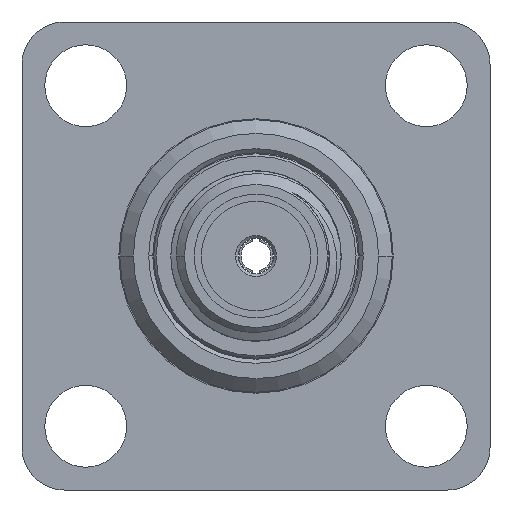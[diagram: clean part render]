
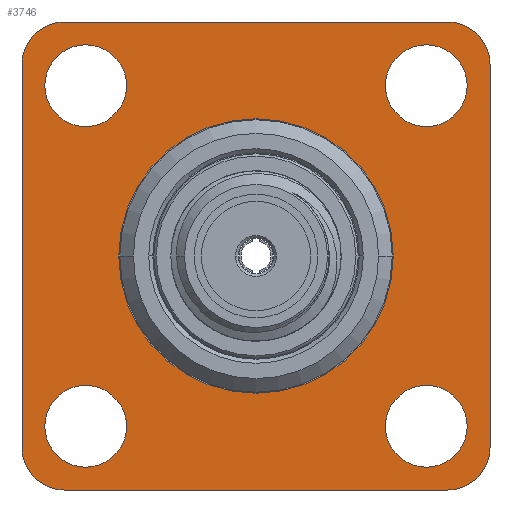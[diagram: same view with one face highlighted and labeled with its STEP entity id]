
A CAD part, left-side view. The second image highlights one B-rep face of the part: STEP entity #3746.
In plain terms, the highlighted planar face has unit normal (-1, 0, 0).
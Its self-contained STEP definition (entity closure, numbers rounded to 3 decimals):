
#3399=CARTESIAN_POINT('',(-13.081,0.,0.));
#3400=DIRECTION('',(-1.,0.,0.));
#3401=DIRECTION('',(0.,-1.,0.));
#3402=AXIS2_PLACEMENT_3D('',#3399,#3400,#3401);
#3404=CARTESIAN_POINT('',(-13.081,0.,0.));
#3405=DIRECTION('',(-1.,0.,0.));
#3406=DIRECTION('',(0.,1.,0.));
#3407=AXIS2_PLACEMENT_3D('',#3404,#3405,#3406);
#3409=CARTESIAN_POINT('',(-13.081,6.35,-6.35));
#3410=DIRECTION('',(-1.,0.,0.));
#3411=DIRECTION('',(0.,1.,0.));
#3412=AXIS2_PLACEMENT_3D('',#3409,#3410,#3411);
#3414=CARTESIAN_POINT('',(-13.081,6.35,-6.35));
#3415=DIRECTION('',(-1.,0.,0.));
#3416=DIRECTION('',(0.,-1.,0.));
#3417=AXIS2_PLACEMENT_3D('',#3414,#3415,#3416);
#3419=CARTESIAN_POINT('',(-13.081,-6.35,-6.35));
#3420=DIRECTION('',(-1.,0.,0.));
#3421=DIRECTION('',(0.,1.,0.));
#3422=AXIS2_PLACEMENT_3D('',#3419,#3420,#3421);
#3424=CARTESIAN_POINT('',(-13.081,-6.35,-6.35));
#3425=DIRECTION('',(-1.,0.,0.));
#3426=DIRECTION('',(0.,-1.,0.));
#3427=AXIS2_PLACEMENT_3D('',#3424,#3425,#3426);
#3429=CARTESIAN_POINT('',(-13.081,6.35,6.35));
#3430=DIRECTION('',(-1.,0.,0.));
#3431=DIRECTION('',(0.,1.,0.));
#3432=AXIS2_PLACEMENT_3D('',#3429,#3430,#3431);
#3434=CARTESIAN_POINT('',(-13.081,6.35,6.35));
#3435=DIRECTION('',(-1.,0.,0.));
#3436=DIRECTION('',(0.,-1.,0.));
#3437=AXIS2_PLACEMENT_3D('',#3434,#3435,#3436);
#3439=CARTESIAN_POINT('',(-13.081,-6.35,6.35));
#3440=DIRECTION('',(-1.,0.,0.));
#3441=DIRECTION('',(0.,1.,0.));
#3442=AXIS2_PLACEMENT_3D('',#3439,#3440,#3441);
#3444=CARTESIAN_POINT('',(-13.081,-6.35,6.35));
#3445=DIRECTION('',(-1.,0.,0.));
#3446=DIRECTION('',(0.,-1.,0.));
#3447=AXIS2_PLACEMENT_3D('',#3444,#3445,#3446);
#3449=CARTESIAN_POINT('',(-13.081,-7.15,-7.15));
#3450=DIRECTION('',(-1.,0.,0.));
#3451=DIRECTION('',(0.,0.,-1.));
#3452=AXIS2_PLACEMENT_3D('',#3449,#3450,#3451);
#3454=DIRECTION('',(0.,-1.,0.));
#3455=VECTOR('',#3454,14.3);
#3456=CARTESIAN_POINT('',(-13.081,7.15,-8.725));
#3457=LINE('',#3456,#3455);
#3458=CARTESIAN_POINT('',(-13.081,7.15,-7.15));
#3459=DIRECTION('',(-1.,0.,0.));
#3460=DIRECTION('',(0.,1.,0.));
#3461=AXIS2_PLACEMENT_3D('',#3458,#3459,#3460);
#3463=DIRECTION('',(0.,0.,-1.));
#3464=VECTOR('',#3463,14.3);
#3465=CARTESIAN_POINT('',(-13.081,8.725,7.15));
#3466=LINE('',#3465,#3464);
#3467=CARTESIAN_POINT('',(-13.081,7.15,7.15));
#3468=DIRECTION('',(-1.,0.,0.));
#3469=DIRECTION('',(0.,0.,1.));
#3470=AXIS2_PLACEMENT_3D('',#3467,#3468,#3469);
#3472=DIRECTION('',(0.,1.,0.));
#3473=VECTOR('',#3472,14.3);
#3474=CARTESIAN_POINT('',(-13.081,-7.15,8.725));
#3475=LINE('',#3474,#3473);
#3476=CARTESIAN_POINT('',(-13.081,-7.15,7.15));
#3477=DIRECTION('',(-1.,0.,0.));
#3478=DIRECTION('',(0.,-1.,0.));
#3479=AXIS2_PLACEMENT_3D('',#3476,#3477,#3478);
#3481=DIRECTION('',(0.,0.,1.));
#3482=VECTOR('',#3481,14.3);
#3483=CARTESIAN_POINT('',(-13.081,-8.725,-7.15));
#3484=LINE('',#3483,#3482);
#3541=CARTESIAN_POINT('',(-13.081,5.118,0.));
#3542=CARTESIAN_POINT('',(-13.081,-5.118,0.));
#3543=VERTEX_POINT('',#3541);
#3544=VERTEX_POINT('',#3542);
#3565=CARTESIAN_POINT('',(-13.081,7.874,-6.35));
#3566=CARTESIAN_POINT('',(-13.081,4.826,-6.35));
#3567=VERTEX_POINT('',#3565);
#3568=VERTEX_POINT('',#3566);
#3569=CARTESIAN_POINT('',(-13.081,-4.826,-6.35));
#3570=CARTESIAN_POINT('',(-13.081,-7.874,-6.35));
#3571=VERTEX_POINT('',#3569);
#3572=VERTEX_POINT('',#3570);
#3573=CARTESIAN_POINT('',(-13.081,7.874,6.35));
#3574=CARTESIAN_POINT('',(-13.081,4.826,6.35));
#3575=VERTEX_POINT('',#3573);
#3576=VERTEX_POINT('',#3574);
#3577=CARTESIAN_POINT('',(-13.081,-4.826,6.35));
#3578=CARTESIAN_POINT('',(-13.081,-7.874,6.35));
#3579=VERTEX_POINT('',#3577);
#3580=VERTEX_POINT('',#3578);
#3585=CARTESIAN_POINT('',(-13.081,-7.15,-8.725));
#3586=VERTEX_POINT('',#3585);
#3587=CARTESIAN_POINT('',(-13.081,-8.725,-7.15));
#3588=VERTEX_POINT('',#3587);
#3593=CARTESIAN_POINT('',(-13.081,-8.725,7.15));
#3594=VERTEX_POINT('',#3593);
#3595=CARTESIAN_POINT('',(-13.081,-7.15,8.725));
#3596=VERTEX_POINT('',#3595);
#3601=CARTESIAN_POINT('',(-13.081,7.15,8.725));
#3602=VERTEX_POINT('',#3601);
#3603=CARTESIAN_POINT('',(-13.081,8.725,7.15));
#3604=VERTEX_POINT('',#3603);
#3609=CARTESIAN_POINT('',(-13.081,8.725,-7.15));
#3610=VERTEX_POINT('',#3609);
#3611=CARTESIAN_POINT('',(-13.081,7.15,-8.725));
#3612=VERTEX_POINT('',#3611);
#3695=CARTESIAN_POINT('',(-13.081,0.,0.));
#3696=DIRECTION('',(-1.,0.,0.));
#3697=DIRECTION('',(0.,1.,0.));
#3698=AXIS2_PLACEMENT_3D('',#3695,#3696,#3697);
#3699=PLANE('',#3698);
#3701=ORIENTED_EDGE('',*,*,#3700,.F.);
#3703=ORIENTED_EDGE('',*,*,#3702,.F.);
#3705=ORIENTED_EDGE('',*,*,#3704,.F.);
#3707=ORIENTED_EDGE('',*,*,#3706,.F.);
#3709=ORIENTED_EDGE('',*,*,#3708,.F.);
#3711=ORIENTED_EDGE('',*,*,#3710,.F.);
#3713=ORIENTED_EDGE('',*,*,#3712,.F.);
#3715=ORIENTED_EDGE('',*,*,#3714,.F.);
#3716=EDGE_LOOP('',(#3701,#3703,#3705,#3707,#3709,#3711,#3713,#3715));
#3717=FACE_OUTER_BOUND('',#3716,.F.);
#3718=ORIENTED_EDGE('',*,*,#3675,.T.);
#3719=ORIENTED_EDGE('',*,*,#3689,.T.);
#3720=EDGE_LOOP('',(#3718,#3719));
#3721=FACE_BOUND('',#3720,.F.);
#3723=ORIENTED_EDGE('',*,*,#3722,.T.);
#3725=ORIENTED_EDGE('',*,*,#3724,.T.);
#3726=EDGE_LOOP('',(#3723,#3725));
#3727=FACE_BOUND('',#3726,.F.);
#3729=ORIENTED_EDGE('',*,*,#3728,.T.);
#3731=ORIENTED_EDGE('',*,*,#3730,.T.);
#3732=EDGE_LOOP('',(#3729,#3731));
#3733=FACE_BOUND('',#3732,.F.);
#3735=ORIENTED_EDGE('',*,*,#3734,.T.);
#3737=ORIENTED_EDGE('',*,*,#3736,.T.);
#3738=EDGE_LOOP('',(#3735,#3737));
#3739=FACE_BOUND('',#3738,.F.);
#3741=ORIENTED_EDGE('',*,*,#3740,.T.);
#3743=ORIENTED_EDGE('',*,*,#3742,.T.);
#3744=EDGE_LOOP('',(#3741,#3743));
#3745=FACE_BOUND('',#3744,.F.);
#3403=CIRCLE('',#3402,5.118);
#3408=CIRCLE('',#3407,5.118);
#3413=CIRCLE('',#3412,1.524);
#3418=CIRCLE('',#3417,1.524);
#3423=CIRCLE('',#3422,1.524);
#3428=CIRCLE('',#3427,1.524);
#3433=CIRCLE('',#3432,1.524);
#3438=CIRCLE('',#3437,1.524);
#3443=CIRCLE('',#3442,1.524);
#3448=CIRCLE('',#3447,1.524);
#3453=CIRCLE('',#3452,1.575);
#3462=CIRCLE('',#3461,1.575);
#3471=CIRCLE('',#3470,1.575);
#3480=CIRCLE('',#3479,1.575);
#3675=EDGE_CURVE('',#3567,#3568,#3413,.T.);
#3689=EDGE_CURVE('',#3568,#3567,#3418,.T.);
#3700=EDGE_CURVE('',#3586,#3588,#3453,.T.);
#3702=EDGE_CURVE('',#3612,#3586,#3457,.T.);
#3704=EDGE_CURVE('',#3610,#3612,#3462,.T.);
#3706=EDGE_CURVE('',#3604,#3610,#3466,.T.);
#3708=EDGE_CURVE('',#3602,#3604,#3471,.T.);
#3710=EDGE_CURVE('',#3596,#3602,#3475,.T.);
#3712=EDGE_CURVE('',#3594,#3596,#3480,.T.);
#3714=EDGE_CURVE('',#3588,#3594,#3484,.T.);
#3722=EDGE_CURVE('',#3571,#3572,#3423,.T.);
#3724=EDGE_CURVE('',#3572,#3571,#3428,.T.);
#3728=EDGE_CURVE('',#3575,#3576,#3433,.T.);
#3730=EDGE_CURVE('',#3576,#3575,#3438,.T.);
#3734=EDGE_CURVE('',#3579,#3580,#3443,.T.);
#3736=EDGE_CURVE('',#3580,#3579,#3448,.T.);
#3740=EDGE_CURVE('',#3544,#3543,#3403,.T.);
#3742=EDGE_CURVE('',#3543,#3544,#3408,.T.);
#3746=ADVANCED_FACE('',(#3717,#3721,#3727,#3733,#3739,#3745),#3699,.T.);
